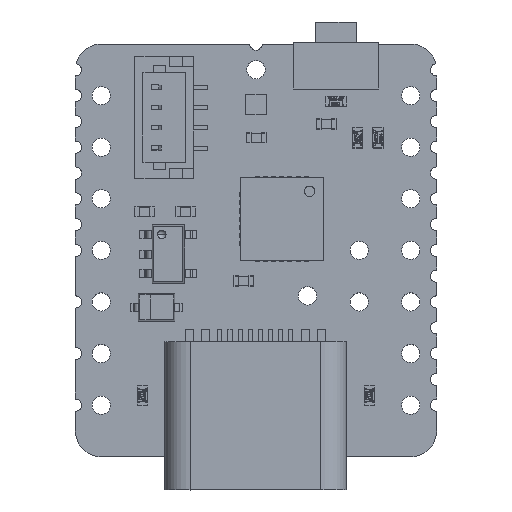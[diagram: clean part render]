
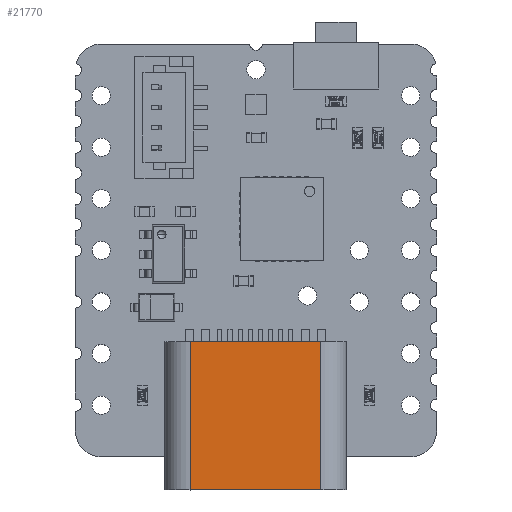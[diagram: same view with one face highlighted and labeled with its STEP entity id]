
A CAD part, top view. The second image highlights one B-rep face of the part: STEP entity #21770.
In plain terms, the highlighted face is planar.
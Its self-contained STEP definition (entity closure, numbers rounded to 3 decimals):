
#19012 = VERTEX_POINT('',#19013);
#19013 = CARTESIAN_POINT('',(1.255,3.21,-7.3));
#19020 = EDGE_CURVE('',#19012,#19021,#19023,.T.);
#19021 = VERTEX_POINT('',#19022);
#19022 = CARTESIAN_POINT('',(7.685,3.21,-7.3));
#19023 = LINE('',#19024,#19025);
#19024 = CARTESIAN_POINT('',(8.94,3.21,-7.3));
#19025 = VECTOR('',#19026,1.);
#19026 = DIRECTION('',(1.,0.,0.));
#21578 = VERTEX_POINT('',#21579);
#21579 = CARTESIAN_POINT('',(7.685,3.21,0.));
#21586 = EDGE_CURVE('',#21578,#21587,#21589,.T.);
#21587 = VERTEX_POINT('',#21588);
#21588 = CARTESIAN_POINT('',(1.255,3.21,0.));
#21589 = LINE('',#21590,#21591);
#21590 = CARTESIAN_POINT('',(8.94,3.21,0.));
#21591 = VECTOR('',#21592,1.);
#21592 = DIRECTION('',(-1.,0.,0.));
#21628 = EDGE_CURVE('',#19021,#21578,#21629,.T.);
#21629 = LINE('',#21630,#21631);
#21630 = CARTESIAN_POINT('',(7.685,3.21,0.));
#21631 = VECTOR('',#21632,1.);
#21632 = DIRECTION('',(0.,0.,1.));
#21647 = EDGE_CURVE('',#21587,#19012,#21648,.T.);
#21648 = LINE('',#21649,#21650);
#21649 = CARTESIAN_POINT('',(1.255,3.21,0.));
#21650 = VECTOR('',#21651,1.);
#21651 = DIRECTION('',(0.,0.,-1.));
#21770 = ADVANCED_FACE('',(#21771),#21777,.T.);
#21771 = FACE_BOUND('',#21772,.T.);
#21772 = EDGE_LOOP('',(#21773,#21774,#21775,#21776));
#21773 = ORIENTED_EDGE('',*,*,#21628,.F.);
#21774 = ORIENTED_EDGE('',*,*,#19020,.F.);
#21775 = ORIENTED_EDGE('',*,*,#21647,.F.);
#21776 = ORIENTED_EDGE('',*,*,#21586,.F.);
#21777 = PLANE('',#21778);
#21778 = AXIS2_PLACEMENT_3D('',#21779,#21780,#21781);
#21779 = CARTESIAN_POINT('',(0.,3.21,0.));
#21780 = DIRECTION('',(0.,1.,0.));
#21781 = DIRECTION('',(1.,0.,0.));
